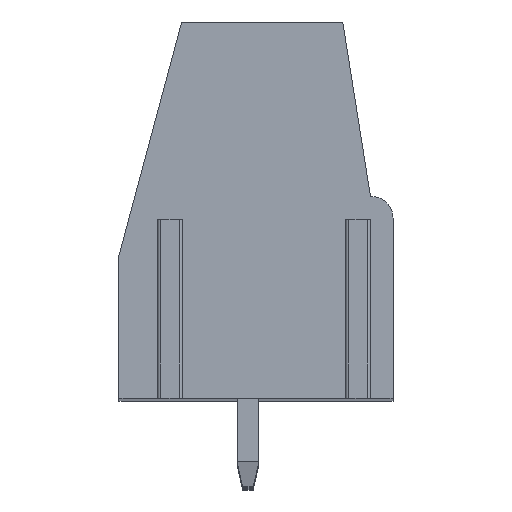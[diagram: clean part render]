
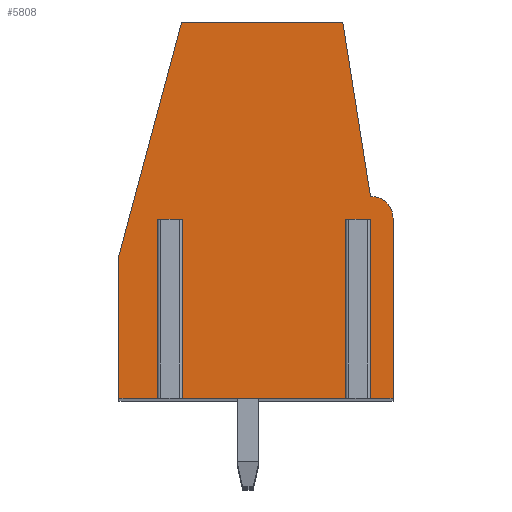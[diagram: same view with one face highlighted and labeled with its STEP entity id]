
A CAD part, top view. The second image highlights one B-rep face of the part: STEP entity #5808.
In plain terms, the highlighted planar face has unit normal (0, 0, 1).
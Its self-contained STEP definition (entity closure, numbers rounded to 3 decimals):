
#918=DIRECTION('',(1.,0.,0.));
#919=VECTOR('',#918,0.57);
#920=CARTESIAN_POINT('',(-3.485,-0.35,2.5));
#921=LINE('',#920,#919);
#922=DIRECTION('',(0.,1.,0.));
#923=VECTOR('',#922,6.65);
#924=CARTESIAN_POINT('',(-3.485,-7.,2.5));
#925=LINE('',#924,#923);
#926=DIRECTION('',(1.,0.,0.));
#927=VECTOR('',#926,1.615);
#928=CARTESIAN_POINT('',(-5.1,-7.,2.5));
#929=LINE('',#928,#927);
#930=DIRECTION('',(0.,-1.,0.));
#931=VECTOR('',#930,5.3);
#932=CARTESIAN_POINT('',(-5.1,-1.7,2.5));
#933=LINE('',#932,#931);
#934=DIRECTION('',(-0.259,-0.966,0.));
#935=VECTOR('',#934,9.007);
#936=CARTESIAN_POINT('',(-2.769,7.,2.5));
#937=LINE('',#936,#935);
#938=DIRECTION('',(-1.,0.,0.));
#939=VECTOR('',#938,6.);
#940=CARTESIAN_POINT('',(3.231,7.,2.5));
#941=LINE('',#940,#939);
#942=DIRECTION('',(-0.156,0.988,0.));
#943=VECTOR('',#942,6.581);
#944=CARTESIAN_POINT('',(4.261,0.5,2.5));
#945=LINE('',#944,#943);
#946=DIRECTION('',(-1.,0.,0.));
#947=VECTOR('',#946,0.039);
#948=CARTESIAN_POINT('',(4.3,0.5,2.5));
#949=LINE('',#948,#947);
#950=CARTESIAN_POINT('',(4.3,-0.3,2.5));
#951=DIRECTION('',(0.,0.,1.));
#952=DIRECTION('',(1.,0.,0.));
#953=AXIS2_PLACEMENT_3D('',#950,#951,#952);
#955=DIRECTION('',(0.,1.,0.));
#956=VECTOR('',#955,6.7);
#957=CARTESIAN_POINT('',(5.1,-7.,2.5));
#958=LINE('',#957,#956);
#959=DIRECTION('',(1.,0.,0.));
#960=VECTOR('',#959,1.015);
#961=CARTESIAN_POINT('',(4.085,-7.,2.5));
#962=LINE('',#961,#960);
#963=DIRECTION('',(0.,1.,0.));
#964=VECTOR('',#963,6.65);
#965=CARTESIAN_POINT('',(4.085,-7.,2.5));
#966=LINE('',#965,#964);
#967=DIRECTION('',(1.,0.,0.));
#968=VECTOR('',#967,0.57);
#969=CARTESIAN_POINT('',(3.515,-0.35,2.5));
#970=LINE('',#969,#968);
#971=DIRECTION('',(0.,1.,0.));
#972=VECTOR('',#971,6.65);
#973=CARTESIAN_POINT('',(3.515,-7.,2.5));
#974=LINE('',#973,#972);
#975=DIRECTION('',(1.,0.,0.));
#976=VECTOR('',#975,6.43);
#977=CARTESIAN_POINT('',(-2.915,-7.,2.5));
#978=LINE('',#977,#976);
#979=DIRECTION('',(0.,1.,0.));
#980=VECTOR('',#979,6.65);
#981=CARTESIAN_POINT('',(-2.915,-7.,2.5));
#982=LINE('',#981,#980);
#3847=CARTESIAN_POINT('',(-2.769,7.,2.5));
#3848=CARTESIAN_POINT('',(-5.1,-1.7,2.5));
#3849=VERTEX_POINT('',#3847);
#3850=VERTEX_POINT('',#3848);
#3851=CARTESIAN_POINT('',(-5.1,-7.,2.5));
#3852=VERTEX_POINT('',#3851);
#3853=CARTESIAN_POINT('',(5.1,-7.,2.5));
#3854=CARTESIAN_POINT('',(5.1,-0.3,2.5));
#3855=VERTEX_POINT('',#3853);
#3856=VERTEX_POINT('',#3854);
#3857=CARTESIAN_POINT('',(4.3,0.5,2.5));
#3858=VERTEX_POINT('',#3857);
#3859=CARTESIAN_POINT('',(4.261,0.5,2.5));
#3860=VERTEX_POINT('',#3859);
#3861=CARTESIAN_POINT('',(3.231,7.,2.5));
#3862=VERTEX_POINT('',#3861);
#3943=CARTESIAN_POINT('',(-3.485,-0.35,2.5));
#3944=CARTESIAN_POINT('',(-2.915,-0.35,2.5));
#3945=VERTEX_POINT('',#3943);
#3946=VERTEX_POINT('',#3944);
#3947=CARTESIAN_POINT('',(3.515,-0.35,2.5));
#3948=CARTESIAN_POINT('',(4.085,-0.35,2.5));
#3949=VERTEX_POINT('',#3947);
#3950=VERTEX_POINT('',#3948);
#3951=CARTESIAN_POINT('',(-2.915,-7.,2.5));
#3952=VERTEX_POINT('',#3951);
#3953=CARTESIAN_POINT('',(-3.485,-7.,2.5));
#3954=VERTEX_POINT('',#3953);
#3955=CARTESIAN_POINT('',(4.085,-7.,2.5));
#3956=VERTEX_POINT('',#3955);
#3957=CARTESIAN_POINT('',(3.515,-7.,2.5));
#3958=VERTEX_POINT('',#3957);
#5779=CARTESIAN_POINT('',(0.,0.,2.5));
#5780=DIRECTION('',(0.,0.,1.));
#5781=DIRECTION('',(1.,0.,0.));
#5782=AXIS2_PLACEMENT_3D('',#5779,#5780,#5781);
#5783=PLANE('',#5782);
#5785=ORIENTED_EDGE('',*,*,#5784,.F.);
#5787=ORIENTED_EDGE('',*,*,#5786,.F.);
#5788=ORIENTED_EDGE('',*,*,#5145,.F.);
#5789=ORIENTED_EDGE('',*,*,#5466,.F.);
#5790=ORIENTED_EDGE('',*,*,#5480,.F.);
#5791=ORIENTED_EDGE('',*,*,#5494,.F.);
#5792=ORIENTED_EDGE('',*,*,#5592,.F.);
#5793=ORIENTED_EDGE('',*,*,#5606,.F.);
#5794=ORIENTED_EDGE('',*,*,#5620,.F.);
#5795=ORIENTED_EDGE('',*,*,#5633,.F.);
#5796=ORIENTED_EDGE('',*,*,#5169,.F.);
#5798=ORIENTED_EDGE('',*,*,#5797,.T.);
#5800=ORIENTED_EDGE('',*,*,#5799,.F.);
#5802=ORIENTED_EDGE('',*,*,#5801,.F.);
#5803=ORIENTED_EDGE('',*,*,#5157,.F.);
#5805=ORIENTED_EDGE('',*,*,#5804,.T.);
#5806=EDGE_LOOP('',(#5785,#5787,#5788,#5789,#5790,#5791,#5792,#5793,#5794,#5795,
#5796,#5798,#5800,#5802,#5803,#5805));
#5807=FACE_OUTER_BOUND('',#5806,.F.);
#954=CIRCLE('',#953,0.8);
#5145=EDGE_CURVE('',#3852,#3954,#929,.T.);
#5157=EDGE_CURVE('',#3952,#3958,#978,.T.);
#5169=EDGE_CURVE('',#3956,#3855,#962,.T.);
#5466=EDGE_CURVE('',#3850,#3852,#933,.T.);
#5480=EDGE_CURVE('',#3849,#3850,#937,.T.);
#5494=EDGE_CURVE('',#3862,#3849,#941,.T.);
#5592=EDGE_CURVE('',#3860,#3862,#945,.T.);
#5606=EDGE_CURVE('',#3858,#3860,#949,.T.);
#5620=EDGE_CURVE('',#3856,#3858,#954,.T.);
#5633=EDGE_CURVE('',#3855,#3856,#958,.T.);
#5784=EDGE_CURVE('',#3945,#3946,#921,.T.);
#5786=EDGE_CURVE('',#3954,#3945,#925,.T.);
#5797=EDGE_CURVE('',#3956,#3950,#966,.T.);
#5799=EDGE_CURVE('',#3949,#3950,#970,.T.);
#5801=EDGE_CURVE('',#3958,#3949,#974,.T.);
#5804=EDGE_CURVE('',#3952,#3946,#982,.T.);
#5808=ADVANCED_FACE('',(#5807),#5783,.T.);
